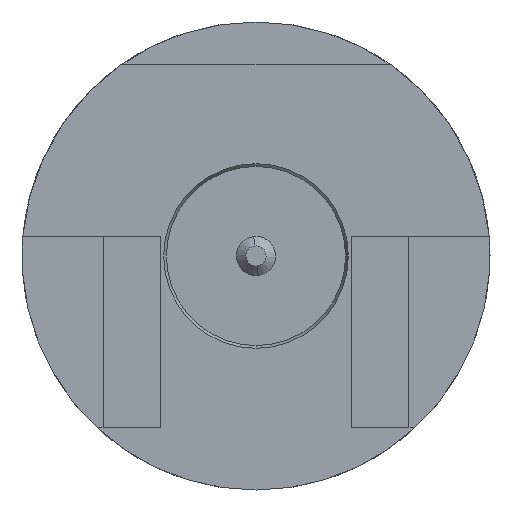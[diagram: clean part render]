
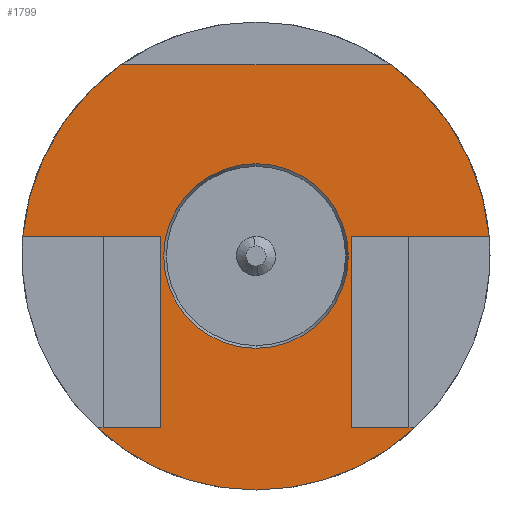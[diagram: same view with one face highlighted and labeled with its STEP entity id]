
A CAD part, front view. The second image highlights one B-rep face of the part: STEP entity #1799.
In plain terms, the highlighted planar face has unit normal (0, -1, 0).
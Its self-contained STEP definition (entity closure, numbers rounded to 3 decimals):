
#14 = AXIS2_PLACEMENT_3D ( 'NONE', #1292, #662, #1400 ) ;
#17 = LINE ( 'NONE', #139, #1602 ) ;
#19 = VECTOR ( 'NONE', #908, 1000. ) ;
#39 = ORIENTED_EDGE ( 'NONE', *, *, #1361, .F. ) ;
#46 = VERTEX_POINT ( 'NONE', #105 ) ;
#62 = EDGE_CURVE ( 'NONE', #589, #938, #648, .T. ) ;
#76 = EDGE_CURVE ( 'NONE', #1156, #1170, #784, .T. ) ;
#105 = CARTESIAN_POINT ( 'NONE',  ( -1., -4.65, 0.2 ) ) ;
#108 = DIRECTION ( 'NONE',  ( 1., 0., 0. ) ) ;
#111 = DIRECTION ( 'NONE',  ( -1., 0., 0. ) ) ;
#139 = CARTESIAN_POINT ( 'NONE',  ( -2.442, -4.65, 0.2 ) ) ;
#160 = LINE ( 'NONE', #566, #1632 ) ;
#161 = EDGE_CURVE ( 'NONE', #1306, #274, #1276, .T. ) ;
#178 = ORIENTED_EDGE ( 'NONE', *, *, #374, .F. ) ;
#180 = CARTESIAN_POINT ( 'NONE',  ( 0., -4.65, -2.45 ) ) ;
#200 = VECTOR ( 'NONE', #484, 1000. ) ;
#231 = CARTESIAN_POINT ( 'NONE',  ( 1.662, -4.65, -1.8 ) ) ;
#242 = CARTESIAN_POINT ( 'NONE',  ( 1., -4.65, 0.2 ) ) ;
#243 = LINE ( 'NONE', #1530, #200 ) ;
#259 = CARTESIAN_POINT ( 'NONE',  ( 0., -4.65, 0. ) ) ;
#267 = DIRECTION ( 'NONE',  ( 1., 0., 0. ) ) ;
#274 = VERTEX_POINT ( 'NONE', #843 ) ;
#294 = DIRECTION ( 'NONE',  ( 0., 0., 1. ) ) ;
#307 = ORIENTED_EDGE ( 'NONE', *, *, #1369, .F. ) ;
#309 = CARTESIAN_POINT ( 'NONE',  ( 1.415, -4.65, 2. ) ) ;
#371 = VECTOR ( 'NONE', #1643, 1000. ) ;
#374 = EDGE_CURVE ( 'NONE', #46, #589, #17, .T. ) ;
#396 = ORIENTED_EDGE ( 'NONE', *, *, #1247, .F. ) ;
#417 = CARTESIAN_POINT ( 'NONE',  ( 1., -4.65, -1.8 ) ) ;
#435 = CARTESIAN_POINT ( 'NONE',  ( 1., -4.65, -1.8 ) ) ;
#459 = DIRECTION ( 'NONE',  ( 0., 1., 0. ) ) ;
#484 = DIRECTION ( 'NONE',  ( 0., 0., -1. ) ) ;
#492 = ORIENTED_EDGE ( 'NONE', *, *, #161, .F. ) ;
#516 = AXIS2_PLACEMENT_3D ( 'NONE', #534, #655, #1418 ) ;
#534 = CARTESIAN_POINT ( 'NONE',  ( 0., -4.65, 0. ) ) ;
#559 = EDGE_CURVE ( 'NONE', #938, #1156, #1189, .T. ) ;
#566 = CARTESIAN_POINT ( 'NONE',  ( 2.442, -4.65, 0.2 ) ) ;
#569 = DIRECTION ( 'NONE',  ( -1., 0., 0. ) ) ;
#584 = EDGE_CURVE ( 'NONE', #1775, #1058, #243, .T. ) ;
#589 = VERTEX_POINT ( 'NONE', #1826 ) ;
#628 = CARTESIAN_POINT ( 'NONE',  ( 0., -4.65, -0.966 ) ) ;
#648 = CIRCLE ( 'NONE', #1851, 2.45 ) ;
#655 = DIRECTION ( 'NONE',  ( 0., 1., 0. ) ) ;
#662 = DIRECTION ( 'NONE',  ( 0., 1., 0. ) ) ;
#752 = CARTESIAN_POINT ( 'NONE',  ( -1., -4.65, -1.8 ) ) ;
#766 = VERTEX_POINT ( 'NONE', #231 ) ;
#784 = CIRCLE ( 'NONE', #516, 2.45 ) ;
#843 = CARTESIAN_POINT ( 'NONE',  ( -1.662, -4.65, -1.8 ) ) ;
#855 = VECTOR ( 'NONE', #108, 1000. ) ;
#863 = ORIENTED_EDGE ( 'NONE', *, *, #1542, .T. ) ;
#904 = EDGE_CURVE ( 'NONE', #1038, #1792, #1834, .T. ) ;
#908 = DIRECTION ( 'NONE',  ( 1., 0., 0. ) ) ;
#910 = CARTESIAN_POINT ( 'NONE',  ( 0., -4.65, 0. ) ) ;
#938 = VERTEX_POINT ( 'NONE', #1608 ) ;
#958 = ORIENTED_EDGE ( 'NONE', *, *, #76, .F. ) ;
#1038 = VERTEX_POINT ( 'NONE', #1754 ) ;
#1058 = VERTEX_POINT ( 'NONE', #417 ) ;
#1091 = CARTESIAN_POINT ( 'NONE',  ( -1.415, -4.65, 2. ) ) ;
#1095 = EDGE_LOOP ( 'NONE', ( #863, #1583 ) ) ;
#1125 = CARTESIAN_POINT ( 'NONE',  ( 0., -4.65, 0. ) ) ;
#1155 = EDGE_CURVE ( 'NONE', #1864, #46, #1576, .T. ) ;
#1156 = VERTEX_POINT ( 'NONE', #309 ) ;
#1170 = VERTEX_POINT ( 'NONE', #1652 ) ;
#1184 = EDGE_CURVE ( 'NONE', #274, #1864, #1856, .T. ) ;
#1189 = LINE ( 'NONE', #1091, #19 ) ;
#1235 = CARTESIAN_POINT ( 'NONE',  ( 0., -4.65, 0. ) ) ;
#1247 = EDGE_CURVE ( 'NONE', #766, #1306, #1725, .T. ) ;
#1266 = CARTESIAN_POINT ( 'NONE',  ( -1., -4.65, 0.2 ) ) ;
#1276 = CIRCLE ( 'NONE', #14, 2.45 ) ;
#1280 = DIRECTION ( 'NONE',  ( 0., 1., 0. ) ) ;
#1290 = DIRECTION ( 'NONE',  ( 0., 0., 1. ) ) ;
#1292 = CARTESIAN_POINT ( 'NONE',  ( 0., -4.65, 0. ) ) ;
#1306 = VERTEX_POINT ( 'NONE', #180 ) ;
#1325 = AXIS2_PLACEMENT_3D ( 'NONE', #1235, #1280, #1290 ) ;
#1329 = PLANE ( 'NONE',  #1433 ) ;
#1361 = EDGE_CURVE ( 'NONE', #1170, #1775, #160, .T. ) ;
#1369 = EDGE_CURVE ( 'NONE', #1058, #766, #1683, .T. ) ;
#1390 = DIRECTION ( 'NONE',  ( 0., 0., 1. ) ) ;
#1400 = DIRECTION ( 'NONE',  ( 0., 0., 1. ) ) ;
#1418 = DIRECTION ( 'NONE',  ( 0., 0., 1. ) ) ;
#1433 = AXIS2_PLACEMENT_3D ( 'NONE', #1453, #1539, #1459 ) ;
#1453 = CARTESIAN_POINT ( 'NONE',  ( 0., -4.65, 0. ) ) ;
#1454 = VECTOR ( 'NONE', #267, 1000. ) ;
#1459 = DIRECTION ( 'NONE',  ( 0., 0., 1. ) ) ;
#1467 = ORIENTED_EDGE ( 'NONE', *, *, #1184, .F. ) ;
#1484 = AXIS2_PLACEMENT_3D ( 'NONE', #910, #459, #294 ) ;
#1493 = DIRECTION ( 'NONE',  ( 0., 1., 0. ) ) ;
#1530 = CARTESIAN_POINT ( 'NONE',  ( 1., -4.65, 0.2 ) ) ;
#1539 = DIRECTION ( 'NONE',  ( 0., 1., 0. ) ) ;
#1542 = EDGE_CURVE ( 'NONE', #1792, #1038, #1874, .T. ) ;
#1550 = ORIENTED_EDGE ( 'NONE', *, *, #584, .F. ) ;
#1558 = ORIENTED_EDGE ( 'NONE', *, *, #62, .F. ) ;
#1576 = LINE ( 'NONE', #1266, #371 ) ;
#1583 = ORIENTED_EDGE ( 'NONE', *, *, #904, .T. ) ;
#1602 = VECTOR ( 'NONE', #569, 1000. ) ;
#1608 = CARTESIAN_POINT ( 'NONE',  ( -1.415, -4.65, 2. ) ) ;
#1609 = ORIENTED_EDGE ( 'NONE', *, *, #1155, .F. ) ;
#1632 = VECTOR ( 'NONE', #111, 1000. ) ;
#1643 = DIRECTION ( 'NONE',  ( 0., 0., 1. ) ) ;
#1652 = CARTESIAN_POINT ( 'NONE',  ( 2.442, -4.65, 0.2 ) ) ;
#1683 = LINE ( 'NONE', #435, #855 ) ;
#1692 = DIRECTION ( 'NONE',  ( 0., 0., 1. ) ) ;
#1721 = FACE_BOUND ( 'NONE', #1095, .T. ) ;
#1725 = CIRCLE ( 'NONE', #1484, 2.45 ) ;
#1754 = CARTESIAN_POINT ( 'NONE',  ( 0., -4.65, 0.966 ) ) ;
#1755 = EDGE_LOOP ( 'NONE', ( #1558, #178, #1609, #1467, #492, #396, #307, #1550, #39, #958, #1867 ) ) ;
#1771 = FACE_OUTER_BOUND ( 'NONE', #1755, .T. ) ;
#1775 = VERTEX_POINT ( 'NONE', #242 ) ;
#1792 = VERTEX_POINT ( 'NONE', #628 ) ;
#1799 = ADVANCED_FACE ( 'NONE', ( #1721, #1771 ), #1329, .F. ) ;
#1826 = CARTESIAN_POINT ( 'NONE',  ( -2.442, -4.65, 0.2 ) ) ;
#1834 = CIRCLE ( 'NONE', #1325, 0.966 ) ;
#1843 = DIRECTION ( 'NONE',  ( 0., 1., 0. ) ) ;
#1846 = AXIS2_PLACEMENT_3D ( 'NONE', #259, #1493, #1390 ) ;
#1851 = AXIS2_PLACEMENT_3D ( 'NONE', #1125, #1843, #1692 ) ;
#1856 = LINE ( 'NONE', #1872, #1454 ) ;
#1864 = VERTEX_POINT ( 'NONE', #752 ) ;
#1867 = ORIENTED_EDGE ( 'NONE', *, *, #559, .F. ) ;
#1872 = CARTESIAN_POINT ( 'NONE',  ( -1., -4.65, -1.8 ) ) ;
#1874 = CIRCLE ( 'NONE', #1846, 0.966 ) ;
